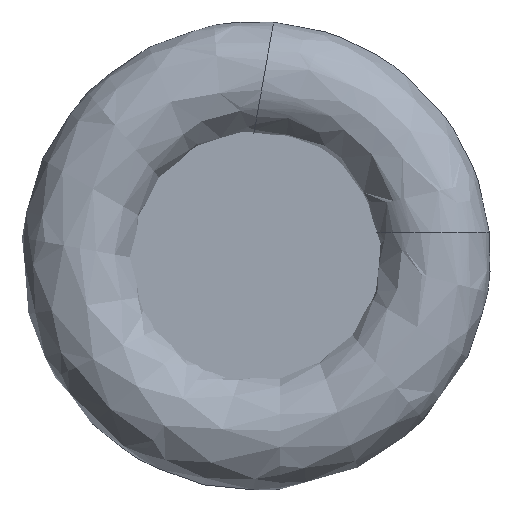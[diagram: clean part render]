
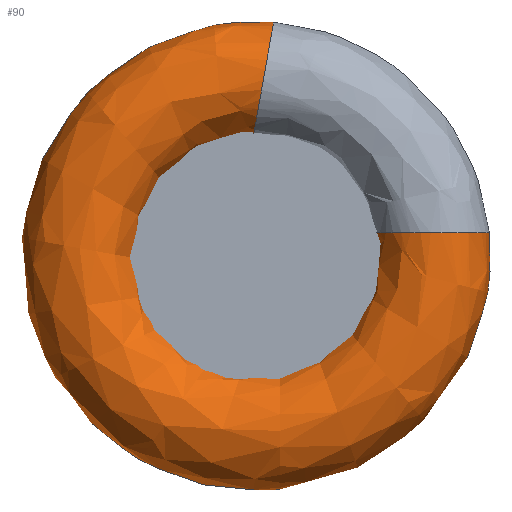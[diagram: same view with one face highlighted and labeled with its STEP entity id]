
A CAD part, left-side view. The second image highlights one B-rep face of the part: STEP entity #90.
In plain terms, the highlighted free-form (B-spline) face has degree [3, 3] with [7, 7] control points.
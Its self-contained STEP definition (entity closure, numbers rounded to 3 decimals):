
#32=(
BOUNDED_SURFACE()
B_SPLINE_SURFACE(3,3,((#480,#481,#482,#483,#484,#485,#486),(#487,#488,#489,
#490,#491,#492,#493),(#494,#495,#496,#497,#498,#499,#500),(#501,#502,#503,
#504,#505,#506,#507),(#508,#509,#510,#511,#512,#513,#514),(#515,#516,#517,
#518,#519,#520,#521),(#522,#523,#524,#525,#526,#527,#528)),
 .UNSPECIFIED.,.T.,.F.,.F.)
B_SPLINE_SURFACE_WITH_KNOTS((1,3,3,3,1),(4,3,4),(-0.5,0.,0.5,1.,1.5),(0.,
0.5,1.),.UNSPECIFIED.)
GEOMETRIC_REPRESENTATION_ITEM()
RATIONAL_B_SPLINE_SURFACE(((1.,0.561,0.561,1.,0.561,
0.561,1.),(0.333,0.187,0.187,
0.333,0.187,0.187,0.333),
(0.333,0.187,0.187,0.333,
0.187,0.187,0.333),(1.,0.561,
0.561,1.,0.561,0.561,1.),(0.333,
0.187,0.187,0.333,0.187,
0.187,0.333),(0.333,0.187,
0.187,0.333,0.187,0.187,
0.333),(1.,0.561,0.561,1.,0.561,
0.561,1.)))
REPRESENTATION_ITEM('')
SURFACE()
);
#90=ADVANCED_FACE('',(#124,#125),#32,.F.);
#124=FACE_BOUND('',#160,.T.);
#125=FACE_BOUND('',#161,.T.);
#160=EDGE_LOOP('',(#196));
#161=EDGE_LOOP('',(#197));
#196=ORIENTED_EDGE('',*,*,#234,.T.);
#197=ORIENTED_EDGE('',*,*,#235,.T.);
#216=VERTEX_POINT('',#477);
#217=VERTEX_POINT('',#479);
#234=EDGE_CURVE('',#216,#216,#252,.T.);
#235=EDGE_CURVE('',#217,#217,#253,.T.);
#252=CIRCLE('',#287,5.);
#253=CIRCLE('',#288,5.);
#287=AXIS2_PLACEMENT_3D('',#476,#356,#357);
#288=AXIS2_PLACEMENT_3D('',#478,#358,#359);
#356=DIRECTION('',(0.,0.985,0.175));
#357=DIRECTION('',(1.,0.,0.));
#358=DIRECTION('',(0.,0.,-1.));
#359=DIRECTION('',(1.,0.,0.));
#476=CARTESIAN_POINT('',(5.,-0.635,15.02));
#477=CARTESIAN_POINT('',(10.,-0.635,15.02));
#478=CARTESIAN_POINT('',(5.,-14.9,2.));
#479=CARTESIAN_POINT('',(10.,-14.9,2.));
#480=CARTESIAN_POINT('',(10.,-14.9,2.));
#481=CARTESIAN_POINT('',(10.,-17.133,-14.635));
#482=CARTESIAN_POINT('',(10.,-2.262,-22.419));
#483=CARTESIAN_POINT('',(10.,10.135,-11.103));
#484=CARTESIAN_POINT('',(10.,22.532,0.212));
#485=CARTESIAN_POINT('',(10.,16.134,15.729));
#486=CARTESIAN_POINT('',(10.,-0.635,15.02));
#487=CARTESIAN_POINT('',(10.,-4.9,2.));
#488=CARTESIAN_POINT('',(10.,-7.133,-3.47));
#489=CARTESIAN_POINT('',(10.,-2.755,-7.438));
#490=CARTESIAN_POINT('',(10.,2.471,-4.68));
#491=CARTESIAN_POINT('',(10.,7.696,-1.922));
#492=CARTESIAN_POINT('',(10.,6.889,3.931));
#493=CARTESIAN_POINT('',(10.,1.113,5.174));
#494=CARTESIAN_POINT('',(0.,-4.9,2.));
#495=CARTESIAN_POINT('',(0.,-7.133,-3.47));
#496=CARTESIAN_POINT('',(0.,-2.755,-7.438));
#497=CARTESIAN_POINT('',(0.,2.471,-4.68));
#498=CARTESIAN_POINT('',(0.,7.696,-1.922));
#499=CARTESIAN_POINT('',(0.,6.889,3.931));
#500=CARTESIAN_POINT('',(0.,1.113,5.174));
#501=CARTESIAN_POINT('',(0.,-14.9,2.));
#502=CARTESIAN_POINT('',(0.,-17.133,-14.635));
#503=CARTESIAN_POINT('',(0.,-2.262,-22.419));
#504=CARTESIAN_POINT('',(0.,10.135,-11.103));
#505=CARTESIAN_POINT('',(0.,22.532,0.212));
#506=CARTESIAN_POINT('',(0.,16.134,15.729));
#507=CARTESIAN_POINT('',(0.,-0.635,15.02));
#508=CARTESIAN_POINT('',(0.,-24.9,2.));
#509=CARTESIAN_POINT('',(0.,-27.133,-25.8));
#510=CARTESIAN_POINT('',(0.,-1.769,-37.399));
#511=CARTESIAN_POINT('',(0.,17.799,-17.527));
#512=CARTESIAN_POINT('',(0.,37.367,2.345));
#513=CARTESIAN_POINT('',(0.,25.379,27.527));
#514=CARTESIAN_POINT('',(0.,-2.383,24.866));
#515=CARTESIAN_POINT('',(10.,-24.9,2.));
#516=CARTESIAN_POINT('',(10.,-27.133,-25.8));
#517=CARTESIAN_POINT('',(10.,-1.769,-37.399));
#518=CARTESIAN_POINT('',(10.,17.799,-17.527));
#519=CARTESIAN_POINT('',(10.,37.367,2.345));
#520=CARTESIAN_POINT('',(10.,25.379,27.527));
#521=CARTESIAN_POINT('',(10.,-2.383,24.866));
#522=CARTESIAN_POINT('',(10.,-14.9,2.));
#523=CARTESIAN_POINT('',(10.,-17.133,-14.635));
#524=CARTESIAN_POINT('',(10.,-2.262,-22.419));
#525=CARTESIAN_POINT('',(10.,10.135,-11.103));
#526=CARTESIAN_POINT('',(10.,22.532,0.212));
#527=CARTESIAN_POINT('',(10.,16.134,15.729));
#528=CARTESIAN_POINT('',(10.,-0.635,15.02));
